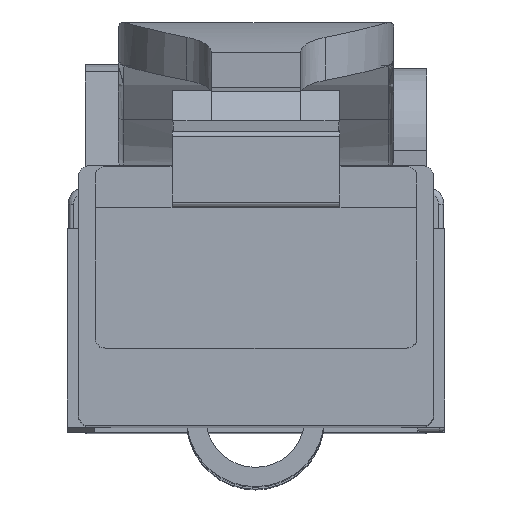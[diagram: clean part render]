
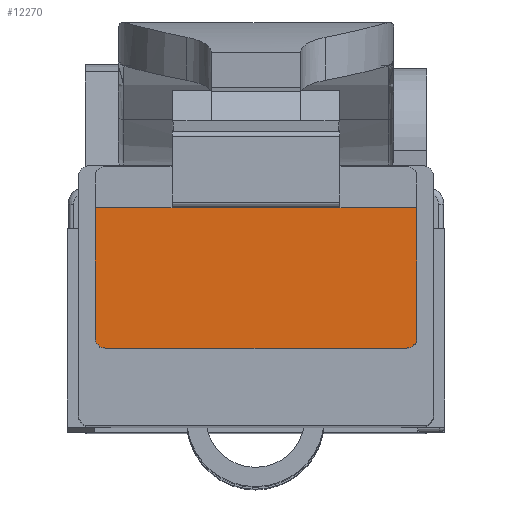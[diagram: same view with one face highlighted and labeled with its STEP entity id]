
A CAD part, top view. The second image highlights one B-rep face of the part: STEP entity #12270.
In plain terms, the highlighted planar face has unit normal (0, 0, 1).
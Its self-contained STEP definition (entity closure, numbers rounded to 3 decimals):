
#12248=AXIS2_PLACEMENT_3D('Plane Axis2P3D',#12245,#12246,#12247) ;
#12252=AXIS2_PLACEMENT_3D('Circle Axis2P3D',#12250,#12251,$) ;
#12257=AXIS2_PLACEMENT_3D('Circle Axis2P3D',#12255,#12256,$) ;
#10512=CARTESIAN_POINT('Vertex',(9.9,10.02,199.304)) ;
#10596=CARTESIAN_POINT('Vertex',(3.8,10.02,199.304)) ;
#10847=CARTESIAN_POINT('Vertex',(12.69,10.02,199.304)) ;
#10850=CARTESIAN_POINT('Line Origine',(12.69,7.66,199.304)) ;
#10854=CARTESIAN_POINT('Vertex',(12.69,5.3,199.304)) ;
#10881=CARTESIAN_POINT('Vertex',(12.31,4.92,199.304)) ;
#10884=CARTESIAN_POINT('Line Origine',(6.85,4.92,199.304)) ;
#10888=CARTESIAN_POINT('Vertex',(1.39,4.92,199.304)) ;
#10910=CARTESIAN_POINT('Line Origine',(1.01,7.66,199.304)) ;
#10914=CARTESIAN_POINT('Vertex',(1.01,10.02,199.304)) ;
#10916=CARTESIAN_POINT('Vertex',(1.01,5.3,199.304)) ;
#11530=CARTESIAN_POINT('Line Origine',(11.295,10.02,199.304)) ;
#11542=CARTESIAN_POINT('Line Origine',(2.405,10.02,199.304)) ;
#11588=CARTESIAN_POINT('Line Origine',(6.85,10.02,199.304)) ;
#12245=CARTESIAN_POINT('Axis2P3D Location',(6.85,11.52,199.304)) ;
#12250=CARTESIAN_POINT('Axis2P3D Location',(12.31,5.3,199.304)) ;
#12255=CARTESIAN_POINT('Axis2P3D Location',(1.39,5.3,199.304)) ;
#10851=DIRECTION('Vector Direction',(0.,1.,0.)) ;
#10885=DIRECTION('Vector Direction',(-1.,0.,0.)) ;
#10911=DIRECTION('Vector Direction',(0.,-1.,0.)) ;
#11531=DIRECTION('Vector Direction',(1.,0.,0.)) ;
#11543=DIRECTION('Vector Direction',(1.,0.,0.)) ;
#11589=DIRECTION('Vector Direction',(1.,0.,0.)) ;
#12246=DIRECTION('Axis2P3D Direction',(0.,0.,1.)) ;
#12247=DIRECTION('Axis2P3D XDirection',(-1.,0.,0.)) ;
#12251=DIRECTION('Axis2P3D Direction',(0.,0.,1.)) ;
#12256=DIRECTION('Axis2P3D Direction',(0.,0.,1.)) ;
#10852=VECTOR('Line Direction',#10851,1.) ;
#10886=VECTOR('Line Direction',#10885,1.) ;
#10912=VECTOR('Line Direction',#10911,1.) ;
#11532=VECTOR('Line Direction',#11531,1.) ;
#11544=VECTOR('Line Direction',#11543,1.) ;
#11590=VECTOR('Line Direction',#11589,1.) ;
#12261=ORIENTED_EDGE('',*,*,#10890,.T.) ;
#12262=ORIENTED_EDGE('',*,*,#12254,.T.) ;
#12263=ORIENTED_EDGE('',*,*,#10856,.T.) ;
#12264=ORIENTED_EDGE('',*,*,#11534,.T.) ;
#12265=ORIENTED_EDGE('',*,*,#11592,.T.) ;
#12266=ORIENTED_EDGE('',*,*,#11546,.T.) ;
#12267=ORIENTED_EDGE('',*,*,#10918,.T.) ;
#12268=ORIENTED_EDGE('',*,*,#12259,.T.) ;
#12270=ADVANCED_FACE('Hauptk\X2\00F6\X0\rper',(#12269),#12249,.T.) ;
#12253=CIRCLE('generated circle',#12252,0.38) ;
#12258=CIRCLE('generated circle',#12257,0.38) ;
#10856=EDGE_CURVE('',#10855,#10848,#10853,.T.) ;
#10890=EDGE_CURVE('',#10889,#10882,#10887,.F.) ;
#10918=EDGE_CURVE('',#10915,#10917,#10913,.T.) ;
#11534=EDGE_CURVE('',#10848,#10513,#11533,.F.) ;
#11546=EDGE_CURVE('',#10597,#10915,#11545,.F.) ;
#11592=EDGE_CURVE('',#10513,#10597,#11591,.F.) ;
#12254=EDGE_CURVE('',#10882,#10855,#12253,.T.) ;
#12259=EDGE_CURVE('',#10917,#10889,#12258,.T.) ;
#12260=EDGE_LOOP('',(#12261,#12262,#12263,#12264,#12265,#12266,#12267,#12268)) ;
#12269=FACE_OUTER_BOUND('',#12260,.T.) ;
#10853=LINE('Line',#10850,#10852) ;
#10887=LINE('Line',#10884,#10886) ;
#10913=LINE('Line',#10910,#10912) ;
#11533=LINE('Line',#11530,#11532) ;
#11545=LINE('Line',#11542,#11544) ;
#11591=LINE('Line',#11588,#11590) ;
#12249=PLANE('',#12248) ;
#10513=VERTEX_POINT('',#10512) ;
#10597=VERTEX_POINT('',#10596) ;
#10848=VERTEX_POINT('',#10847) ;
#10855=VERTEX_POINT('',#10854) ;
#10882=VERTEX_POINT('',#10881) ;
#10889=VERTEX_POINT('',#10888) ;
#10915=VERTEX_POINT('',#10914) ;
#10917=VERTEX_POINT('',#10916) ;
